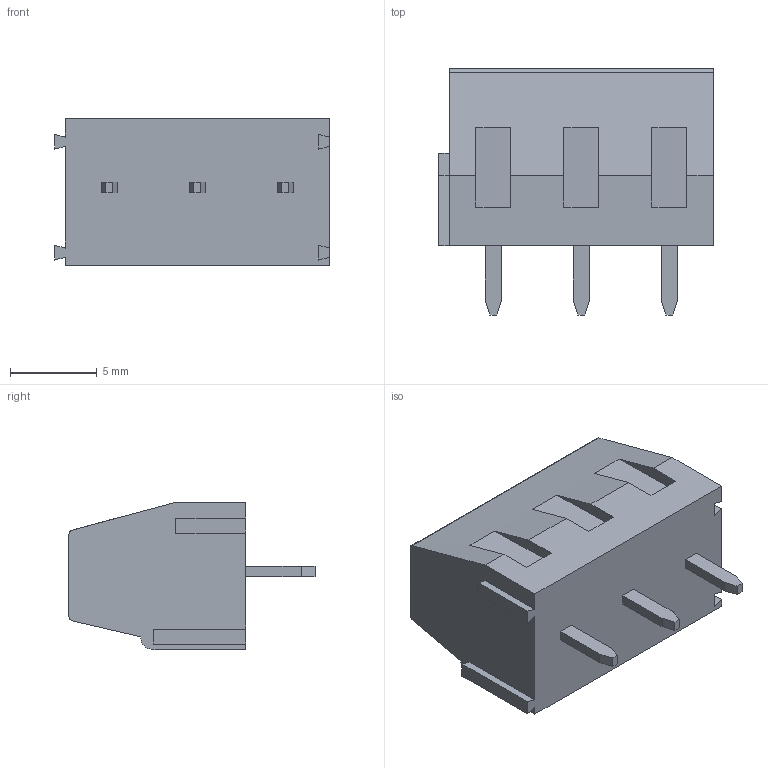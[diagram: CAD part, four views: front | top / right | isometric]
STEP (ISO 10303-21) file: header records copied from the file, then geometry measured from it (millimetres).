
FILE_DESCRIPTION((''),'2;1');
FILE_NAME('WJ127-508-03P-00A','2018-12-05T',('YF002'),(''),'CREO PARAMETRIC BY PTC INC, 2016380','CREO PARAMETRIC BY PTC INC, 2016380','');
FILE_SCHEMA(('CONFIG_CONTROL_DESIGN'));
Length unit declared in the file: millimetre
Products named in the file (1): WJ127-508-03P-00A
Bounding box: 15.85 x 14.2 x 8.5 mm (x, y, z)
Volume: 1079.2 mm3; surface area: 975.2 mm2
Topology: 1 solids, 1 shells, 216 faces, 537 edges, 341 vertices
Faces by surface type: plane 141, cylinder 33, cone 24, torus 12, sphere 6
Entity records: 6523 total; most frequent: CARTESIAN_POINT 1360, ORIENTED_EDGE 1062, DIRECTION 1047, EDGE_CURVE 531, AXIS2_PLACEMENT_3D 354, VERTEX_POINT 341, VECTOR 339, LINE 339
